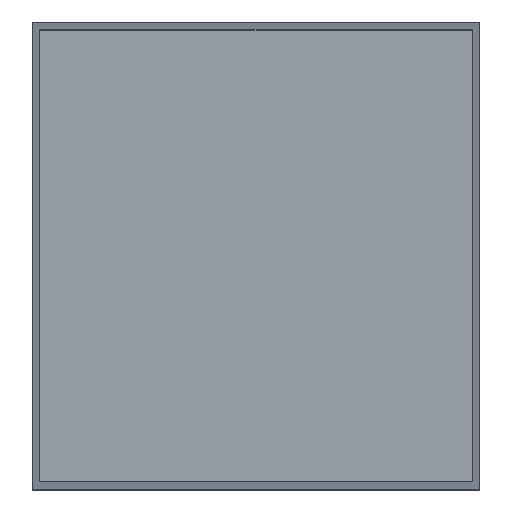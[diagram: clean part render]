
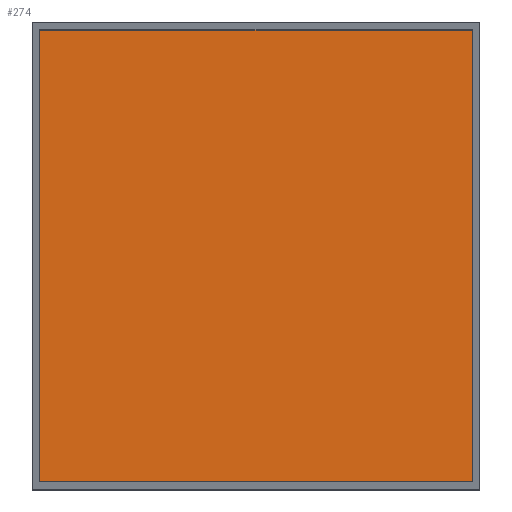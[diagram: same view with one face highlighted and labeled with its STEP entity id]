
A CAD part, top view. The second image highlights one B-rep face of the part: STEP entity #274.
In plain terms, the highlighted planar face has unit normal (0, 0, 1).
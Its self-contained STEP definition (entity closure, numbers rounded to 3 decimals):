
#32=FACE_OUTER_BOUND('',#48,.T.);
#48=EDGE_LOOP('',(#217,#218,#219,#220));
#65=LINE('',#414,#97);
#69=LINE('',#422,#101);
#72=LINE('',#428,#104);
#75=LINE('',#433,#107);
#97=VECTOR('',#342,10.);
#101=VECTOR('',#348,10.);
#104=VECTOR('',#353,10.);
#107=VECTOR('',#358,10.);
#129=VERTEX_POINT('',#412);
#130=VERTEX_POINT('',#413);
#133=VERTEX_POINT('',#421);
#135=VERTEX_POINT('',#427);
#157=EDGE_CURVE('',#129,#130,#65,.F.);
#161=EDGE_CURVE('',#133,#129,#69,.F.);
#164=EDGE_CURVE('',#135,#133,#72,.F.);
#167=EDGE_CURVE('',#130,#135,#75,.F.);
#217=ORIENTED_EDGE('',*,*,#167,.T.);
#218=ORIENTED_EDGE('',*,*,#164,.T.);
#219=ORIENTED_EDGE('',*,*,#161,.T.);
#220=ORIENTED_EDGE('',*,*,#157,.T.);
#259=PLANE('',#307);
#274=ADVANCED_FACE('',(#32),#259,.T.);
#307=AXIS2_PLACEMENT_3D('',#435,#360,#361);
#342=DIRECTION('',(1.,0.,0.));
#348=DIRECTION('',(0.,-1.,0.));
#353=DIRECTION('',(-1.,0.,0.));
#358=DIRECTION('',(0.,1.,0.));
#360=DIRECTION('center_axis',(0.,0.,1.));
#361=DIRECTION('ref_axis',(1.,0.,0.));
#412=CARTESIAN_POINT('',(-39.,83.5,1.));
#413=CARTESIAN_POINT('',(-94.,83.5,1.));
#414=CARTESIAN_POINT('',(-52.25,83.5,1.));
#421=CARTESIAN_POINT('',(-39.,26.,1.));
#422=CARTESIAN_POINT('',(-39.,39.875,1.));
#427=CARTESIAN_POINT('',(-94.,26.,1.));
#428=CARTESIAN_POINT('',(-80.75,26.,1.));
#433=CARTESIAN_POINT('',(-94.,69.625,1.));
#435=CARTESIAN_POINT('Origin',(-66.5,54.75,1.));
